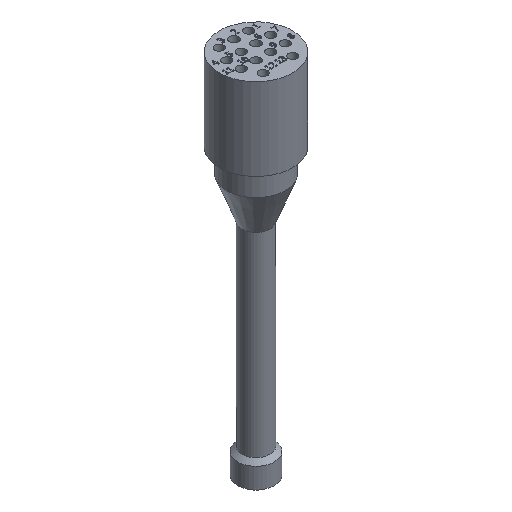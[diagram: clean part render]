
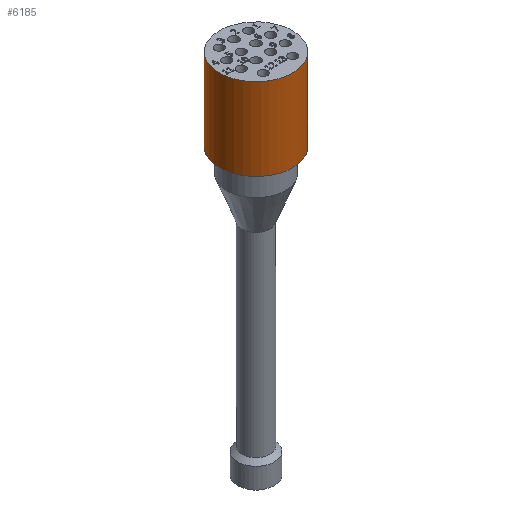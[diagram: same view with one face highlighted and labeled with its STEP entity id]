
A CAD part, isometric view. The second image highlights one B-rep face of the part: STEP entity #6185.
In plain terms, the highlighted cylindrical face has radius 12.5 mm (diameter 25 mm), a full revolution.
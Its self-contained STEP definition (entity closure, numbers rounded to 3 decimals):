
#1949=CYLINDRICAL_SURFACE($,#6401,12.5);
#2010=FACE_BOUND($,#2714,.T.);
#2332=FACE_OUTER_BOUND($,#2713,.T.);
#2713=EDGE_LOOP($,(#5849));
#2714=EDGE_LOOP($,(#5850));
#2734=CIRCLE($,#6350,12.5);
#2751=CIRCLE($,#6402,12.5);
#3308=VERTEX_POINT($,#10947);
#3325=VERTEX_POINT($,#11016);
#4152=EDGE_CURVE($,#3308,#3308,#2734,.T.);
#4169=EDGE_CURVE($,#3325,#3325,#2751,.T.);
#5849=ORIENTED_EDGE($,*,*,#4152,.T.);
#5850=ORIENTED_EDGE($,*,*,#4169,.F.);
#6185=ADVANCED_FACE($,(#2332,#2010),#1949,.T.);
#6350=AXIS2_PLACEMENT_3D($,#10948,#7239,#7240);
#6401=AXIS2_PLACEMENT_3D($,#11015,#7341,#7342);
#6402=AXIS2_PLACEMENT_3D($,#11017,#7343,#7344);
#7239=DIRECTION('center_axis',(0.,0.,-1.));
#7240=DIRECTION('ref_axis',(-1.,0.,0.));
#7341=DIRECTION('center_axis',(0.,0.,1.));
#7342=DIRECTION('ref_axis',(-1.,0.,0.));
#7343=DIRECTION('center_axis',(0.,0.,-1.));
#7344=DIRECTION('ref_axis',(-1.,0.,0.));
#10947=CARTESIAN_POINT('',(12.5,0.,28.));
#10948=CARTESIAN_POINT('Origin',(0.,0.,28.));
#11015=CARTESIAN_POINT('Origin',(0.,0.,0.));
#11016=CARTESIAN_POINT('',(12.5,0.,0.));
#11017=CARTESIAN_POINT('Origin',(0.,0.,0.));
